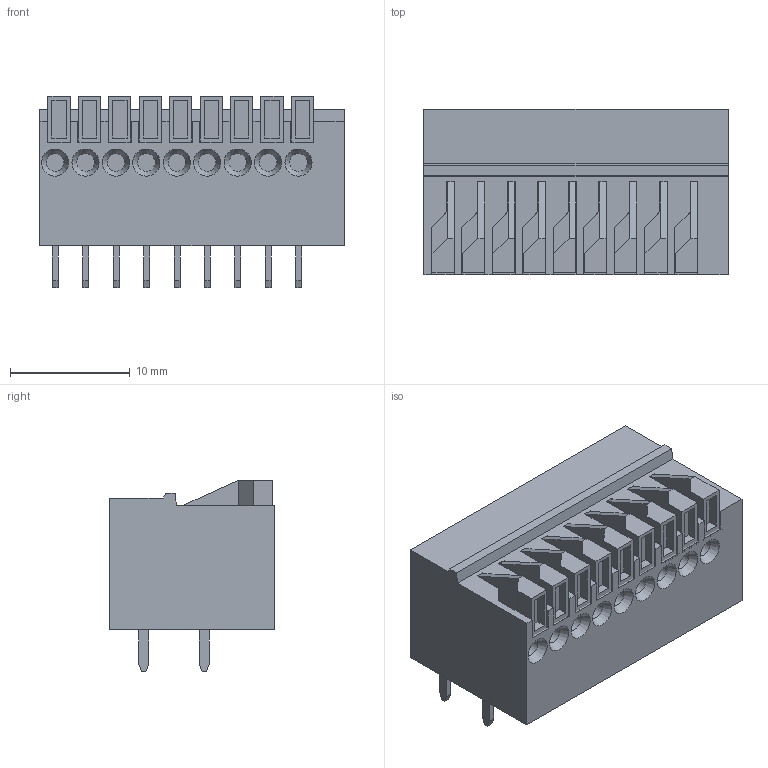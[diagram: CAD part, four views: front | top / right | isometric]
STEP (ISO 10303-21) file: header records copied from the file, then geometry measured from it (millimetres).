
FILE_DESCRIPTION(('FreeCAD Model'),'2;1');
FILE_NAME('Open CASCADE Shape Model','2021-11-02T13:53:27',('Author'),( ''),'Open CASCADE STEP processor 7.5','FreeCAD','Unknown');
FILE_SCHEMA(('AUTOMOTIVE_DESIGN { 1 0 10303 214 1 1 1 1 }'));
Length unit declared in the file: millimetre
Products named in the file (4): KF141R_2_54; Legs; Levers; Body
Assembly tree (3 placements, depth 2):
  KF141R_2_54
    Legs
    Levers
    Body
Bounding box: 25.4 x 13.8 x 16 mm (x, y, z)
Volume: 3727.1 mm3; surface area: 3505.4 mm2
Topology: 3 solids, 3 shells, 364 faces, 948 edges, 617 vertices
Faces by surface type: plane 346, cone 9, cylinder 9
Full cylindrical faces by diameter (mm): 1.467 x9
Entity records: 23297 total; most frequent: CARTESIAN_POINT 3829, DIRECTION 3607, LINE 2799, VECTOR 2799, ORIENTED_EDGE 1896, PCURVE 1896, DEFINITIONAL_REPRESENTATION 1896, EDGE_CURVE 948
